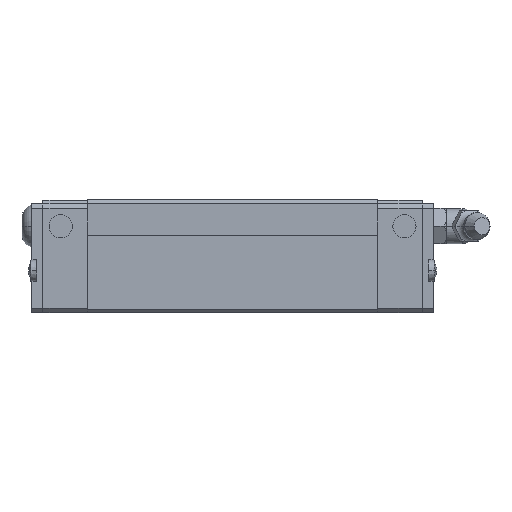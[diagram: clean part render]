
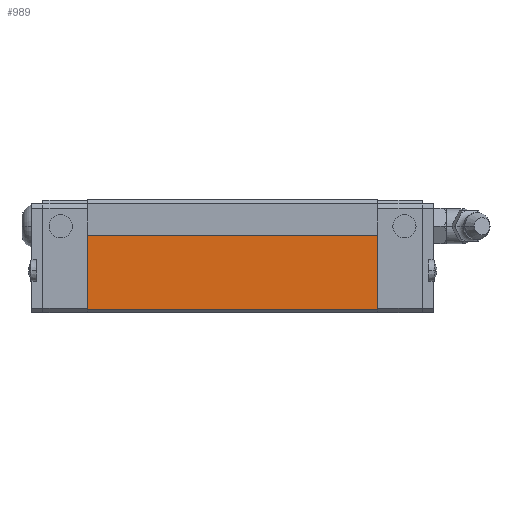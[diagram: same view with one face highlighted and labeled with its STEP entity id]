
A CAD part, left-side view. The second image highlights one B-rep face of the part: STEP entity #989.
In plain terms, the highlighted planar face has unit normal (-1, 0, 0).
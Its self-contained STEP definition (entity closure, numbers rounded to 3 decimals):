
#989=ADVANCED_FACE('',(#2025),#2026,.T.);
#2025=FACE_OUTER_BOUND('',#3101,.T.);
#2026=PLANE('',#3102);
#3101=EDGE_LOOP('',(#6157,#6158,#6159,#6160));
#3102=AXIS2_PLACEMENT_3D('',#6161,#6162,#6163);
#6157=ORIENTED_EDGE('',*,*,#7600,.F.);
#6158=ORIENTED_EDGE('',*,*,#7645,.F.);
#6159=ORIENTED_EDGE('',*,*,#7578,.F.);
#6160=ORIENTED_EDGE('',*,*,#7643,.T.);
#6161=CARTESIAN_POINT('',(-21.6,45.101,7.0));
#6162=DIRECTION('',(-1.0,0.0,0.0));
#6163=DIRECTION('',(0.0,0.0,1.0));
#7578=EDGE_CURVE('',#9391,#9393,#9394,.T.);
#7600=EDGE_CURVE('',#9421,#9423,#9424,.T.);
#7643=EDGE_CURVE('',#9391,#9423,#9481,.T.);
#7645=EDGE_CURVE('',#9393,#9421,#9483,.T.);
#9391=VERTEX_POINT('',#12838);
#9393=VERTEX_POINT('',#12841);
#9394=LINE('',#12842,#12843);
#9421=VERTEX_POINT('',#12883);
#9423=VERTEX_POINT('',#12886);
#9424=LINE('',#12887,#12888);
#9481=LINE('',#12972,#12973);
#9483=LINE('',#12975,#12976);
#12838=CARTESIAN_POINT('',(-21.6,12.501,22.0));
#12841=CARTESIAN_POINT('',(-21.6,12.501,5.2));
#12842=CARTESIAN_POINT('',(-21.6,12.501,12.15));
#12843=VECTOR('',#14200,1.0);
#12883=CARTESIAN_POINT('',(-21.6,77.701,5.2));
#12886=CARTESIAN_POINT('',(-21.6,77.701,22.0));
#12887=CARTESIAN_POINT('',(-21.6,77.701,12.15));
#12888=VECTOR('',#14215,1.0);
#12972=CARTESIAN_POINT('',(-21.6,45.101,22.0));
#12973=VECTOR('',#14255,1.0);
#12975=CARTESIAN_POINT('',(-21.6,61.401,5.2));
#12976=VECTOR('',#14256,1.0);
#14200=DIRECTION('',(-0.0,-0.0,-1.0));
#14215=DIRECTION('',(0.0,0.0,1.0));
#14255=DIRECTION('',(0.0,1.0,0.0));
#14256=DIRECTION('',(0.0,1.0,-0.0));
